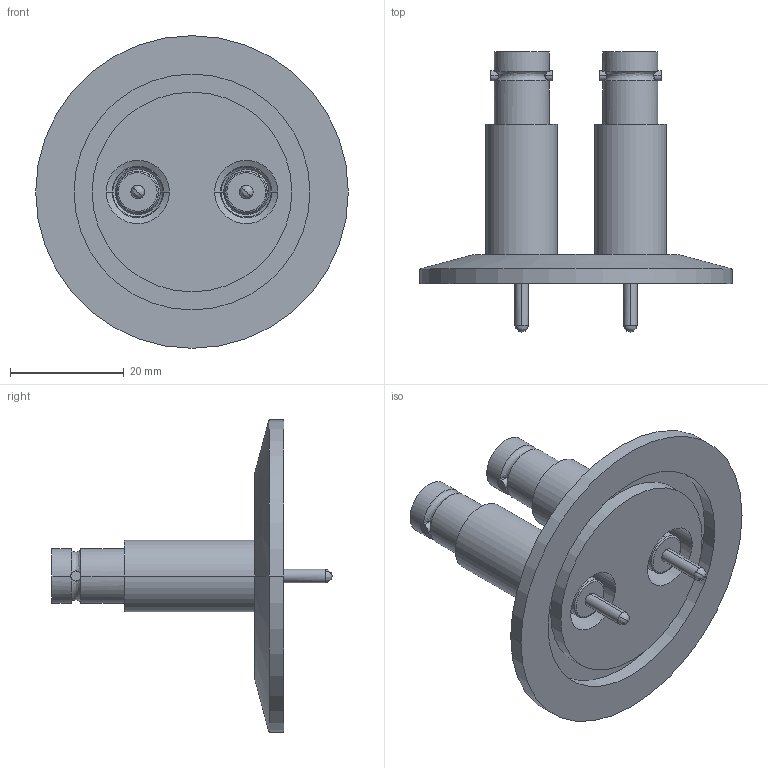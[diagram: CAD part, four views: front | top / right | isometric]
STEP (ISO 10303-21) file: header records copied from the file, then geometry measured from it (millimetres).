
FILE_DESCRIPTION (( 'STEP AP203' ), '1' );
FILE_NAME ('A0342-1-QF.STEP', '2013-08-28T13:47:35', ( '' ), ( '' ), 'SwSTEP 2.0', 'SolidWorks 2012', '' );
FILE_SCHEMA (( 'CONFIG_CONTROL_DESIGN' ));
Length unit declared in the file: inch
Products named in the file (1): A0342-1-QF
Bounding box: 54.86 x 49.15 x 54.86 mm (x, y, z)
Volume: 13181.7 mm3; surface area: 14127.1 mm2
Topology: 1 solids, 3 shells, 206 faces, 470 edges, 292 vertices
Faces by surface type: cylinder 106, cone 50, plane 34, bspline 16
Entity records: 6223 total; most frequent: CARTESIAN_POINT 1409, DIRECTION 1086, ORIENTED_EDGE 932, EDGE_CURVE 466, AXIS2_PLACEMENT_3D 465, VERTEX_POINT 292, CIRCLE 274, EDGE_LOOP 236
